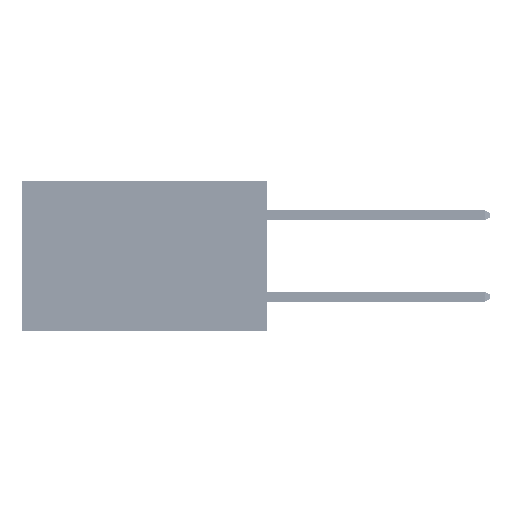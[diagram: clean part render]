
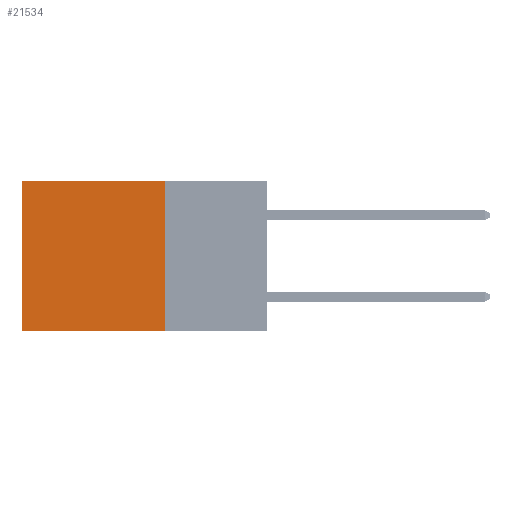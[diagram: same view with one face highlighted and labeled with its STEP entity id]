
A CAD part, left-side view. The second image highlights one B-rep face of the part: STEP entity #21534.
In plain terms, the highlighted planar face has unit normal (-1, 0, 0).
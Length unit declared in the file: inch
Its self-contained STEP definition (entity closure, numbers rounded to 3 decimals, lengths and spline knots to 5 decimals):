
#975 = LINE ( 'NONE', #14477, #12268 ) ;
#1175 = EDGE_CURVE ( 'NONE', #26731, #32395, #975, .T. ) ;
#1758 = AXIS2_PLACEMENT_3D ( 'NONE', #8332, #19987, #4216 ) ;
#2452 = ORIENTED_EDGE ( 'NONE', *, *, #1175, .F. ) ;
#4216 = DIRECTION ( 'NONE',  ( 0., 0., -1. ) ) ;
#4521 = CARTESIAN_POINT ( 'NONE',  ( 0.2875, 0.25, -0.37 ) ) ;
#5100 = CARTESIAN_POINT ( 'NONE',  ( 0.2875, 0.25, 0. ) ) ;
#5722 = EDGE_CURVE ( 'NONE', #32395, #41394, #12943, .T. ) ;
#5834 = VECTOR ( 'NONE', #29325, 39.37008 ) ;
#7708 = ORIENTED_EDGE ( 'NONE', *, *, #43346, .T. ) ;
#8332 = CARTESIAN_POINT ( 'NONE',  ( 0.2875, 0.25, 0. ) ) ;
#8912 = CARTESIAN_POINT ( 'NONE',  ( 0.2875, 0.25, 0. ) ) ;
#11844 = PLANE ( 'NONE',  #1758 ) ;
#12268 = VECTOR ( 'NONE', #18301, 39.37008 ) ;
#12943 = LINE ( 'NONE', #32971, #5834 ) ;
#13189 = DIRECTION ( 'NONE',  ( 0., 0., -1. ) ) ;
#13346 = CARTESIAN_POINT ( 'NONE',  ( 0.2875, 0.6, 0. ) ) ;
#13373 = VERTEX_POINT ( 'NONE', #29919 ) ;
#14477 = CARTESIAN_POINT ( 'NONE',  ( 0.2875, 0.25, 0. ) ) ;
#18301 = DIRECTION ( 'NONE',  ( 0., 0., -1. ) ) ;
#19755 = VECTOR ( 'NONE', #13189, 39.37008 ) ;
#19987 = DIRECTION ( 'NONE',  ( 1., 0., 0. ) ) ;
#21035 = FACE_OUTER_BOUND ( 'NONE', #34659, .T. ) ;
#21534 = ADVANCED_FACE ( 'NONE', ( #21035 ), #11844, .F. ) ;
#23047 = ORIENTED_EDGE ( 'NONE', *, *, #5722, .F. ) ;
#23365 = VECTOR ( 'NONE', #43683, 39.37008 ) ;
#26731 = VERTEX_POINT ( 'NONE', #5100 ) ;
#29325 = DIRECTION ( 'NONE',  ( 0., 1., 0. ) ) ;
#29919 = CARTESIAN_POINT ( 'NONE',  ( 0.2875, 0.6, 0. ) ) ;
#32395 = VERTEX_POINT ( 'NONE', #4521 ) ;
#32971 = CARTESIAN_POINT ( 'NONE',  ( 0.2875, 0.25, -0.37 ) ) ;
#34659 = EDGE_LOOP ( 'NONE', ( #7708, #23047, #2452, #45367 ) ) ;
#36380 = LINE ( 'NONE', #13346, #19755 ) ;
#36409 = CARTESIAN_POINT ( 'NONE',  ( 0.2875, 0.6, -0.37 ) ) ;
#40002 = LINE ( 'NONE', #8912, #23365 ) ;
#41394 = VERTEX_POINT ( 'NONE', #36409 ) ;
#42592 = EDGE_CURVE ( 'NONE', #26731, #13373, #40002, .T. ) ;
#43346 = EDGE_CURVE ( 'NONE', #13373, #41394, #36380, .T. ) ;
#43683 = DIRECTION ( 'NONE',  ( 0., 1., 0. ) ) ;
#45367 = ORIENTED_EDGE ( 'NONE', *, *, #42592, .T. ) ;
